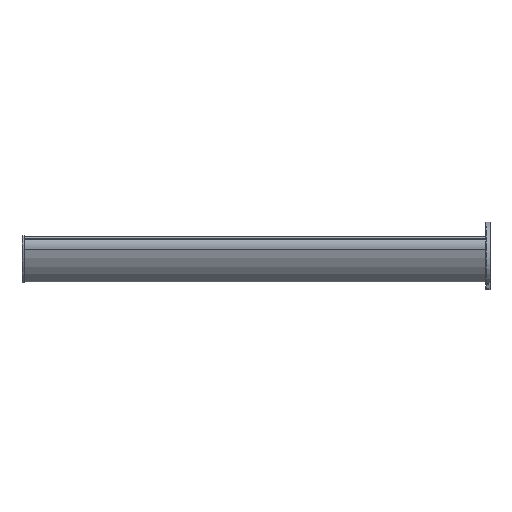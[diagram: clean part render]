
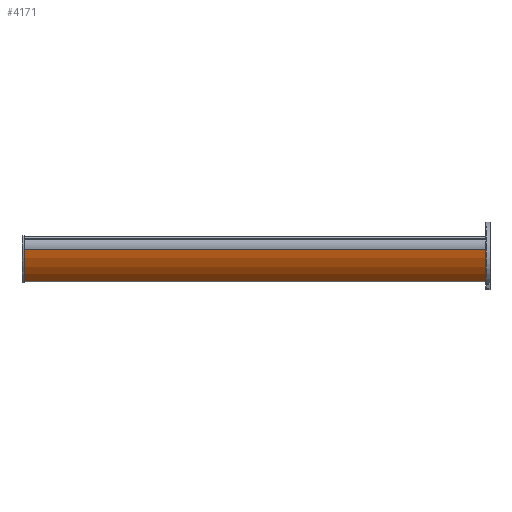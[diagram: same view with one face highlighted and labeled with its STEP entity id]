
A CAD part, left-side view. The second image highlights one B-rep face of the part: STEP entity #4171.
In plain terms, the highlighted cylindrical face has radius 152.4 mm (diameter 304.8 mm), a partial arc.
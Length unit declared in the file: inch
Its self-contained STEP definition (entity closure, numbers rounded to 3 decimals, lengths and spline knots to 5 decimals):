
#286=CARTESIAN_POINT('',(3.13748,0.,0.));
#287=DIRECTION('',(0.,1.,0.));
#288=DIRECTION('',(-0.647,0.,-0.762));
#289=AXIS2_PLACEMENT_3D('',#286,#287,#288);
#516=CARTESIAN_POINT('',(3.13748,48.,0.));
#517=DIRECTION('',(0.,1.,0.));
#518=DIRECTION('',(-0.647,0.,-0.762));
#519=AXIS2_PLACEMENT_3D('',#516,#517,#518);
#1578=DIRECTION('',(0.,1.,0.));
#1579=VECTOR('',#1578,48.);
#1580=CARTESIAN_POINT('',(-2.71249,0.,-1.33333));
#1581=LINE('',#1580,#1579);
#1591=DIRECTION('',(0.,-1.,0.));
#1592=VECTOR('',#1591,48.);
#1593=CARTESIAN_POINT('',(-0.74446,48.,-4.57499));
#1594=LINE('',#1593,#1592);
#1768=CARTESIAN_POINT('',(-2.71249,0.,-1.33333));
#1770=VERTEX_POINT('',#1768);
#1776=CARTESIAN_POINT('',(-2.71249,48.,-1.33333));
#1778=VERTEX_POINT('',#1776);
#1808=CARTESIAN_POINT('',(-0.74446,48.,-4.57499));
#1809=VERTEX_POINT('',#1808);
#1810=CARTESIAN_POINT('',(-0.74446,0.,-4.57499));
#1811=VERTEX_POINT('',#1810);
#4159=CARTESIAN_POINT('',(3.13748,0.,0.));
#4160=DIRECTION('',(0.,1.,0.));
#4161=DIRECTION('',(1.,0.,0.));
#4162=AXIS2_PLACEMENT_3D('',#4159,#4160,#4161);
#4163=CYLINDRICAL_SURFACE('',#4162,6.);
#4165=ORIENTED_EDGE('',*,*,#4164,.F.);
#4166=ORIENTED_EDGE('',*,*,#2644,.T.);
#4167=ORIENTED_EDGE('',*,*,#4152,.F.);
#4168=ORIENTED_EDGE('',*,*,#2501,.F.);
#4169=EDGE_LOOP('',(#4165,#4166,#4167,#4168));
#4170=FACE_OUTER_BOUND('',#4169,.F.);
#4171=ADVANCED_FACE('',(#4170),#4163,.T.);
#290=CIRCLE('',#289,6.);
#520=CIRCLE('',#519,6.);
#2501=EDGE_CURVE('',#1811,#1770,#290,.T.);
#2644=EDGE_CURVE('',#1809,#1778,#520,.T.);
#4152=EDGE_CURVE('',#1770,#1778,#1581,.T.);
#4164=EDGE_CURVE('',#1809,#1811,#1594,.T.);
